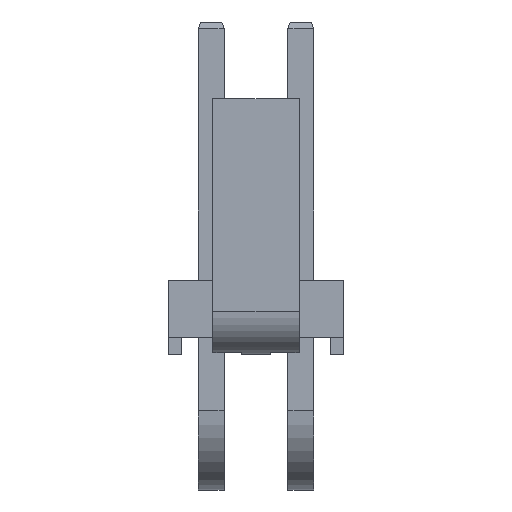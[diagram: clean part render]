
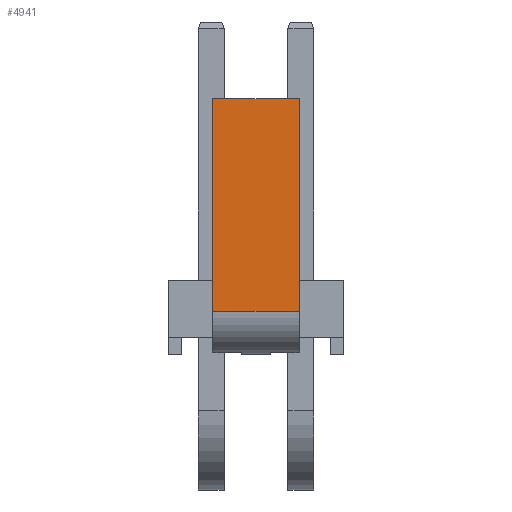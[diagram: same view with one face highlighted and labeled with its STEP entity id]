
A CAD part, top view. The second image highlights one B-rep face of the part: STEP entity #4941.
In plain terms, the highlighted planar face has unit normal (0, 0, 1).
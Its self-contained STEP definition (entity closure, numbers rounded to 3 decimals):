
#1156 = PLANE('',#1157);
#1157 = AXIS2_PLACEMENT_3D('',#1158,#1159,#1160);
#1158 = CARTESIAN_POINT('',(3.885,19.345,10.01));
#1159 = DIRECTION('',(-1.,0.,0.));
#1160 = DIRECTION('',(0.,-1.,0.));
#1322 = PLANE('',#1323);
#1323 = AXIS2_PLACEMENT_3D('',#1324,#1325,#1326);
#1324 = CARTESIAN_POINT('',(0.075,4.715,10.01));
#1325 = DIRECTION('',(1.,0.,0.));
#1326 = DIRECTION('',(0.,1.,0.));
#2464 = EDGE_CURVE('',#2465,#2467,#2469,.T.);
#2465 = VERTEX_POINT('',#2466);
#2466 = CARTESIAN_POINT('',(0.075,7.32,10.01));
#2467 = VERTEX_POINT('',#2468);
#2468 = CARTESIAN_POINT('',(0.075,16.74,10.01));
#2469 = SURFACE_CURVE('',#2470,(#2474,#2481),.PCURVE_S1.);
#2470 = LINE('',#2471,#2472);
#2471 = CARTESIAN_POINT('',(0.075,4.715,10.01));
#2472 = VECTOR('',#2473,1.);
#2473 = DIRECTION('',(0.,1.,0.));
#2474 = PCURVE('',#1322,#2475);
#2475 = DEFINITIONAL_REPRESENTATION('',(#2476),#2480);
#2476 = LINE('',#2477,#2478);
#2477 = CARTESIAN_POINT('',(0.,0.));
#2478 = VECTOR('',#2479,1.);
#2479 = DIRECTION('',(1.,0.));
#2480 = ( GEOMETRIC_REPRESENTATION_CONTEXT(2)
PARAMETRIC_REPRESENTATION_CONTEXT() REPRESENTATION_CONTEXT('2D SPACE',''
) );
#2481 = PCURVE('',#2482,#2487);
#2482 = PLANE('',#2483);
#2483 = AXIS2_PLACEMENT_3D('',#2484,#2485,#2486);
#2484 = CARTESIAN_POINT('',(5.865,16.74,10.01));
#2485 = DIRECTION('',(0.,0.,1.));
#2486 = DIRECTION('',(0.,-1.,0.));
#2487 = DEFINITIONAL_REPRESENTATION('',(#2488),#2492);
#2488 = LINE('',#2489,#2490);
#2489 = CARTESIAN_POINT('',(12.025,-5.79));
#2490 = VECTOR('',#2491,1.);
#2491 = DIRECTION('',(-1.,0.));
#2492 = ( GEOMETRIC_REPRESENTATION_CONTEXT(2)
PARAMETRIC_REPRESENTATION_CONTEXT() REPRESENTATION_CONTEXT('2D SPACE',''
) );
#2511 = CYLINDRICAL_SURFACE('',#2512,1.948);
#2512 = AXIS2_PLACEMENT_3D('',#2513,#2514,#2515);
#2513 = CARTESIAN_POINT('',(5.865,7.357,8.063));
#2514 = DIRECTION('',(1.,0.,0.));
#2515 = DIRECTION('',(0.,-0.019,
1.));
#2743 = PLANE('',#2744);
#2744 = AXIS2_PLACEMENT_3D('',#2745,#2746,#2747);
#2745 = CARTESIAN_POINT('',(5.865,16.74,9.24));
#2746 = DIRECTION('',(0.,1.,0.));
#2747 = DIRECTION('',(0.,0.,1.));
#2925 = EDGE_CURVE('',#2926,#2928,#2930,.T.);
#2926 = VERTEX_POINT('',#2927);
#2927 = CARTESIAN_POINT('',(3.885,16.74,10.01));
#2928 = VERTEX_POINT('',#2929);
#2929 = CARTESIAN_POINT('',(3.885,7.32,10.01));
#2930 = SURFACE_CURVE('',#2931,(#2935,#2942),.PCURVE_S1.);
#2931 = LINE('',#2932,#2933);
#2932 = CARTESIAN_POINT('',(3.885,19.345,10.01));
#2933 = VECTOR('',#2934,1.);
#2934 = DIRECTION('',(0.,-1.,0.));
#2935 = PCURVE('',#1156,#2936);
#2936 = DEFINITIONAL_REPRESENTATION('',(#2937),#2941);
#2937 = LINE('',#2938,#2939);
#2938 = CARTESIAN_POINT('',(0.,0.));
#2939 = VECTOR('',#2940,1.);
#2940 = DIRECTION('',(1.,0.));
#2941 = ( GEOMETRIC_REPRESENTATION_CONTEXT(2)
PARAMETRIC_REPRESENTATION_CONTEXT() REPRESENTATION_CONTEXT('2D SPACE',''
) );
#2942 = PCURVE('',#2482,#2943);
#2943 = DEFINITIONAL_REPRESENTATION('',(#2944),#2948);
#2944 = LINE('',#2945,#2946);
#2945 = CARTESIAN_POINT('',(-2.605,-1.98));
#2946 = VECTOR('',#2947,1.);
#2947 = DIRECTION('',(1.,0.));
#2948 = ( GEOMETRIC_REPRESENTATION_CONTEXT(2)
PARAMETRIC_REPRESENTATION_CONTEXT() REPRESENTATION_CONTEXT('2D SPACE',''
) );
#4941 = ADVANCED_FACE('',(#4942),#2482,.T.);
#4942 = FACE_BOUND('',#4943,.T.);
#4943 = EDGE_LOOP('',(#4944,#4945,#4966,#4967));
#4944 = ORIENTED_EDGE('',*,*,#2925,.F.);
#4945 = ORIENTED_EDGE('',*,*,#4946,.T.);
#4946 = EDGE_CURVE('',#2926,#2467,#4947,.T.);
#4947 = SURFACE_CURVE('',#4948,(#4952,#4959),.PCURVE_S1.);
#4948 = LINE('',#4949,#4950);
#4949 = CARTESIAN_POINT('',(5.865,16.74,10.01));
#4950 = VECTOR('',#4951,1.);
#4951 = DIRECTION('',(-1.,0.,0.));
#4952 = PCURVE('',#2482,#4953);
#4953 = DEFINITIONAL_REPRESENTATION('',(#4954),#4958);
#4954 = LINE('',#4955,#4956);
#4955 = CARTESIAN_POINT('',(0.,0.));
#4956 = VECTOR('',#4957,1.);
#4957 = DIRECTION('',(0.,-1.));
#4958 = ( GEOMETRIC_REPRESENTATION_CONTEXT(2)
PARAMETRIC_REPRESENTATION_CONTEXT() REPRESENTATION_CONTEXT('2D SPACE',''
) );
#4959 = PCURVE('',#2743,#4960);
#4960 = DEFINITIONAL_REPRESENTATION('',(#4961),#4965);
#4961 = LINE('',#4962,#4963);
#4962 = CARTESIAN_POINT('',(0.77,0.));
#4963 = VECTOR('',#4964,1.);
#4964 = DIRECTION('',(0.,-1.));
#4965 = ( GEOMETRIC_REPRESENTATION_CONTEXT(2)
PARAMETRIC_REPRESENTATION_CONTEXT() REPRESENTATION_CONTEXT('2D SPACE',''
) );
#4966 = ORIENTED_EDGE('',*,*,#2464,.F.);
#4967 = ORIENTED_EDGE('',*,*,#4968,.F.);
#4968 = EDGE_CURVE('',#2928,#2465,#4969,.T.);
#4969 = SURFACE_CURVE('',#4970,(#4974,#4981),.PCURVE_S1.);
#4970 = LINE('',#4971,#4972);
#4971 = CARTESIAN_POINT('',(5.865,7.32,10.01));
#4972 = VECTOR('',#4973,1.);
#4973 = DIRECTION('',(-1.,0.,0.));
#4974 = PCURVE('',#2482,#4975);
#4975 = DEFINITIONAL_REPRESENTATION('',(#4976),#4980);
#4976 = LINE('',#4977,#4978);
#4977 = CARTESIAN_POINT('',(9.42,0.));
#4978 = VECTOR('',#4979,1.);
#4979 = DIRECTION('',(0.,-1.));
#4980 = ( GEOMETRIC_REPRESENTATION_CONTEXT(2)
PARAMETRIC_REPRESENTATION_CONTEXT() REPRESENTATION_CONTEXT('2D SPACE',''
) );
#4981 = PCURVE('',#2511,#4982);
#4982 = DEFINITIONAL_REPRESENTATION('',(#4983),#4987);
#4983 = LINE('',#4984,#4985);
#4984 = CARTESIAN_POINT('',(0.,0.));
#4985 = VECTOR('',#4986,1.);
#4986 = DIRECTION('',(0.,-1.));
#4987 = ( GEOMETRIC_REPRESENTATION_CONTEXT(2)
PARAMETRIC_REPRESENTATION_CONTEXT() REPRESENTATION_CONTEXT('2D SPACE',''
) );
